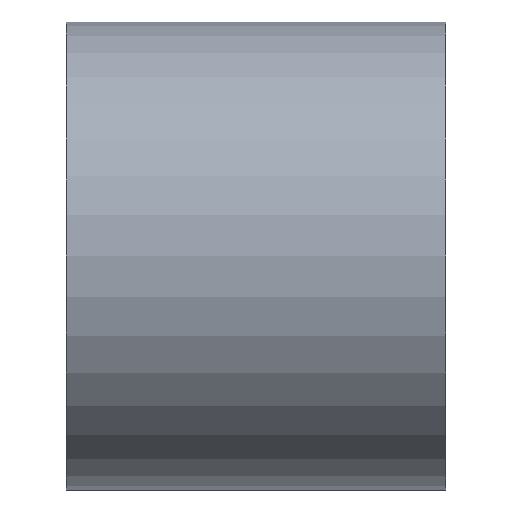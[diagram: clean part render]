
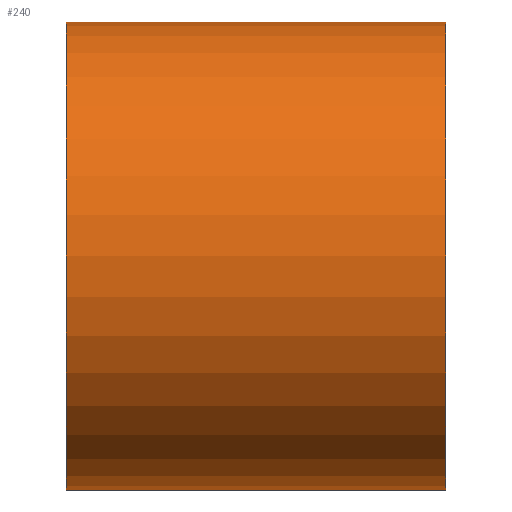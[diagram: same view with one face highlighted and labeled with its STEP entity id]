
A CAD part, left-side view. The second image highlights one B-rep face of the part: STEP entity #240.
In plain terms, the highlighted cylindrical face has radius 19.05 mm (diameter 38.1 mm), a partial arc.
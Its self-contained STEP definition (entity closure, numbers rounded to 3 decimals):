
#8 = VERTEX_POINT ( 'NONE', #590 ) ;
#20 = DIRECTION ( 'NONE',  ( 0., 1., 0. ) ) ;
#83 = VERTEX_POINT ( 'NONE', #147 ) ;
#87 = DIRECTION ( 'NONE',  ( 0., 0., 1. ) ) ;
#105 = CARTESIAN_POINT ( 'NONE',  ( 0., 161.376, 19.05 ) ) ;
#124 = CARTESIAN_POINT ( 'NONE',  ( 0., 161.376, -19.05 ) ) ;
#128 = AXIS2_PLACEMENT_3D ( 'NONE', #375, #20, #605 ) ;
#142 = EDGE_CURVE ( 'NONE', #618, #83, #572, .T. ) ;
#147 = CARTESIAN_POINT ( 'NONE',  ( 0., 30.9, 19.05 ) ) ;
#154 = VECTOR ( 'NONE', #320, 1000. ) ;
#169 = AXIS2_PLACEMENT_3D ( 'NONE', #613, #267, #280 ) ;
#172 = VERTEX_POINT ( 'NONE', #220 ) ;
#191 = CARTESIAN_POINT ( 'NONE',  ( 0., 0., 0. ) ) ;
#220 = CARTESIAN_POINT ( 'NONE',  ( 0., 0., -19.05 ) ) ;
#240 = ADVANCED_FACE ( 'NONE', ( #471 ), #358, .T. ) ;
#243 = DIRECTION ( 'NONE',  ( 0., 1., 0. ) ) ;
#251 = EDGE_LOOP ( 'NONE', ( #539, #292, #602, #594 ) ) ;
#267 = DIRECTION ( 'NONE',  ( 0., 1., 0. ) ) ;
#280 = DIRECTION ( 'NONE',  ( 0., 0., 1. ) ) ;
#292 = ORIENTED_EDGE ( 'NONE', *, *, #599, .T. ) ;
#320 = DIRECTION ( 'NONE',  ( 0., 1., 0. ) ) ;
#334 = CIRCLE ( 'NONE', #128, 19.05 ) ;
#358 = CYLINDRICAL_SURFACE ( 'NONE', #169, 19.05 ) ;
#375 = CARTESIAN_POINT ( 'NONE',  ( 0., 30.9, 0. ) ) ;
#403 = LINE ( 'NONE', #124, #498 ) ;
#419 = EDGE_CURVE ( 'NONE', #172, #8, #403, .T. ) ;
#431 = AXIS2_PLACEMENT_3D ( 'NONE', #191, #243, #87 ) ;
#448 = EDGE_CURVE ( 'NONE', #8, #83, #334, .T. ) ;
#471 = FACE_OUTER_BOUND ( 'NONE', #251, .T. ) ;
#485 = CARTESIAN_POINT ( 'NONE',  ( 0., 0., 19.05 ) ) ;
#498 = VECTOR ( 'NONE', #532, 1000. ) ;
#532 = DIRECTION ( 'NONE',  ( 0., 1., 0. ) ) ;
#539 = ORIENTED_EDGE ( 'NONE', *, *, #419, .F. ) ;
#572 = LINE ( 'NONE', #105, #154 ) ;
#587 = CIRCLE ( 'NONE', #431, 19.05 ) ;
#590 = CARTESIAN_POINT ( 'NONE',  ( 0., 30.9, -19.05 ) ) ;
#594 = ORIENTED_EDGE ( 'NONE', *, *, #448, .F. ) ;
#599 = EDGE_CURVE ( 'NONE', #172, #618, #587, .T. ) ;
#602 = ORIENTED_EDGE ( 'NONE', *, *, #142, .T. ) ;
#605 = DIRECTION ( 'NONE',  ( 0., 0., 1. ) ) ;
#613 = CARTESIAN_POINT ( 'NONE',  ( 0., 161.376, 0. ) ) ;
#618 = VERTEX_POINT ( 'NONE', #485 ) ;
